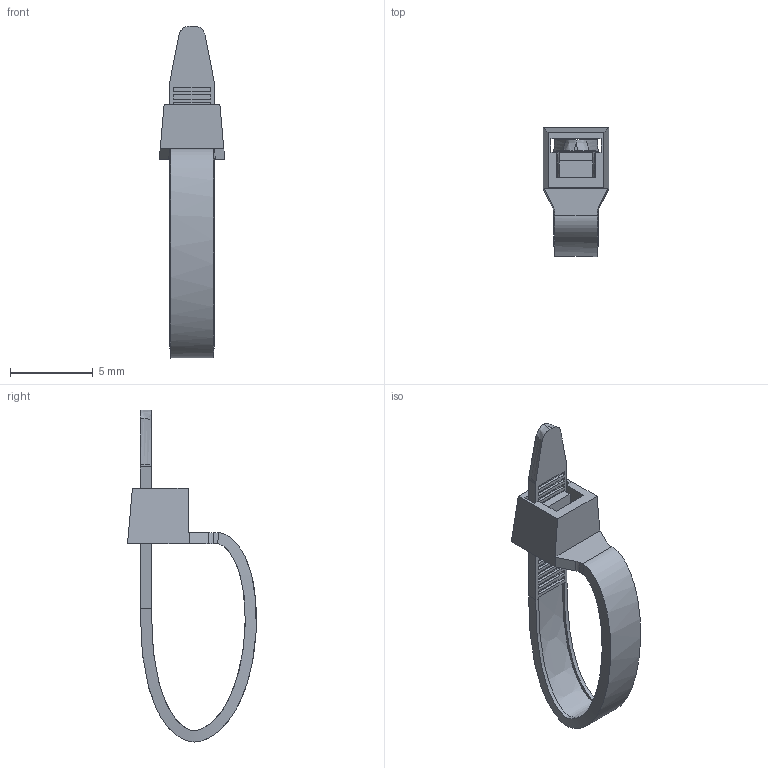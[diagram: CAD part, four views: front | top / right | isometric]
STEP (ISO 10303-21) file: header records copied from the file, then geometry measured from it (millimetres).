
FILE_DESCRIPTION(/* description */ (''),/* implementation_level */ '2;1');
FILE_NAME(/* name */ 'ZIP TIE.step',/* time_stamp */ '2023-02-05T13:05:44-08:00',/* author */ (''),/* organization */ (''),/* preprocessor_version */ 'ST-DEVELOPER v19.2',/* originating_system */ 'Autodesk Translation Framework v11.17.0.187',/* authorisation */ '');
FILE_SCHEMA (('AUTOMOTIVE_DESIGN { 1 0 10303 214 3 1 1 }'));
Length unit declared in the file: millimetre
Products named in the file (1): ZIP TIE
Bounding box: 3.97 x 7.81 x 20.1 mm (x, y, z)
Volume: 81.6 mm3; surface area: 381.2 mm2
Topology: 1 solids, 1 shells, 154 faces, 400 edges, 264 vertices
Faces by surface type: plane 140, bspline 10, cylinder 4
Entity records: 5413 total; most frequent: CARTESIAN_POINT 1657, ORIENTED_EDGE 800, DIRECTION 677, EDGE_CURVE 400, LINE 361, VECTOR 361, VERTEX_POINT 264, EDGE_LOOP 174
